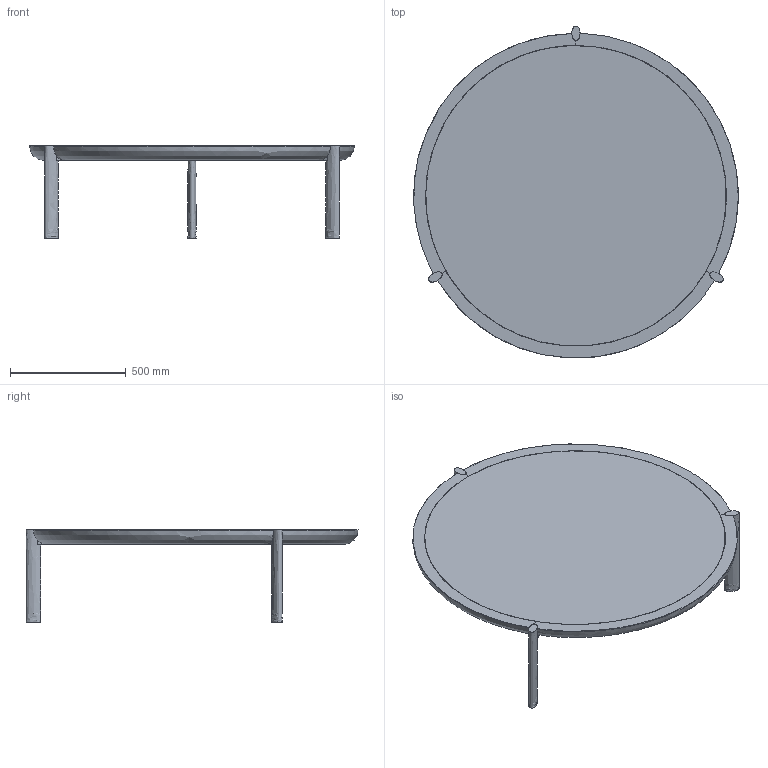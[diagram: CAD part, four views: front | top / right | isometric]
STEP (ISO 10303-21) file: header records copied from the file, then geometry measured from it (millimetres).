
FILE_DESCRIPTION(/* description */ (''),/* implementation_level */ '2;1');
FILE_NAME(/* name */ 'Spoke_CB-325-40H_3D',/* time_stamp */ '2023-10-06T13:19:35+02:00',/* author */ (''),/* organization */ (''),/* preprocessor_version */ 'ST-DEVELOPER v16.5',/* originating_system */ 'Rhino 7.31',/* authorisation */ '');
FILE_SCHEMA (('AUTOMOTIVE_DESIGN'));
Length unit declared in the file: centimetre
Products named in the file (2): Document; Spoke_CB-325-40H
Assembly tree (1 placements, depth 2):
  Document
    Spoke_CB-325-40H
Bounding box: 1399.74 x 1431.43 x 400 mm (x, y, z)
Volume: 13199967.3 mm3; surface area: 4193037.7 mm2
Topology: 1 solids, 23 shells, 87 faces, 261 edges, 196 vertices
Faces by surface type: plane 65, bspline 12, cylinder 10
Full cylindrical faces by diameter (mm): 1296 x1
Entity records: 3980 total; most frequent: CARTESIAN_POINT 2132, ORIENTED_EDGE 396, EDGE_CURVE 261, B_SPLINE_CURVE_WITH_KNOTS 198, VERTEX_POINT 196, EDGE_LOOP 90, ADVANCED_FACE 87, FACE_OUTER_BOUND 87
